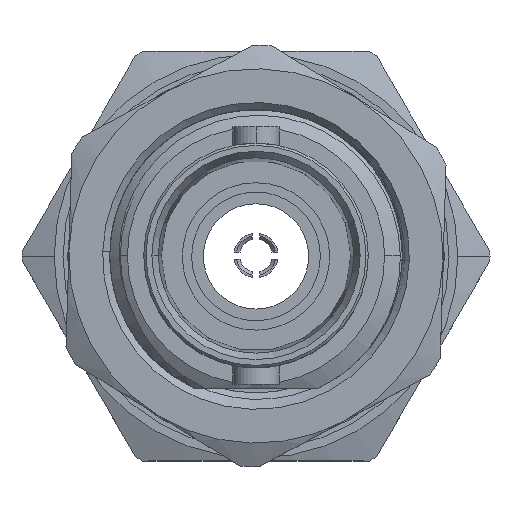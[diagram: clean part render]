
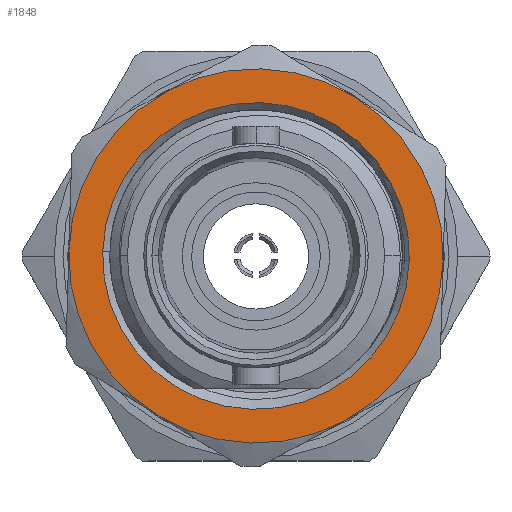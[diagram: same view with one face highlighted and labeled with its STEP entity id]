
A CAD part, top view. The second image highlights one B-rep face of the part: STEP entity #1848.
In plain terms, the highlighted planar face has unit normal (0, 0, 1).
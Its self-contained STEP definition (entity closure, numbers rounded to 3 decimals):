
#157 = DIRECTION ( 'NONE',  ( 0., 0., 1. ) ) ;
#347 = CARTESIAN_POINT ( 'NONE',  ( 0., 0., 22.018 ) ) ;
#570 = ORIENTED_EDGE ( 'NONE', *, *, #618, .T. ) ;
#618 = EDGE_CURVE ( 'NONE', #13239, #13457, #2364, .T. ) ;
#670 = CARTESIAN_POINT ( 'NONE',  ( -7.996, 0.24, 22.018 ) ) ;
#846 = CIRCLE ( 'NONE', #7380, 8. ) ;
#967 = DIRECTION ( 'NONE',  ( 1., -0.03, 0. ) ) ;
#1114 = PLANE ( 'NONE',  #1449 ) ;
#1256 = DIRECTION ( 'NONE',  ( 0., 0., 1. ) ) ;
#1318 = ORIENTED_EDGE ( 'NONE', *, *, #9386, .T. ) ;
#1433 = DIRECTION ( 'NONE',  ( 1., -0.03, 0. ) ) ;
#1449 = AXIS2_PLACEMENT_3D ( 'NONE', #6654, #5570, #10028 ) ;
#1561 = CIRCLE ( 'NONE', #5290, 8. ) ;
#1695 = EDGE_CURVE ( 'NONE', #13983, #3218, #11023, .T. ) ;
#1848 = ADVANCED_FACE ( 'NONE', ( #7745, #9001 ), #1114, .T. ) ;
#1985 = VERTEX_POINT ( 'NONE', #6560 ) ;
#2364 = CIRCLE ( 'NONE', #4936, 8. ) ;
#2372 = ORIENTED_EDGE ( 'NONE', *, *, #9635, .T. ) ;
#2438 = VERTEX_POINT ( 'NONE', #4069 ) ;
#2674 = DIRECTION ( 'NONE',  ( 0., 0., 1. ) ) ;
#2757 = DIRECTION ( 'NONE',  ( 0., 0., 1. ) ) ;
#2973 = VERTEX_POINT ( 'NONE', #7197 ) ;
#3218 = VERTEX_POINT ( 'NONE', #5588 ) ;
#3362 = DIRECTION ( 'NONE',  ( 1., -0.03, 0. ) ) ;
#3847 = AXIS2_PLACEMENT_3D ( 'NONE', #6580, #13406, #10980 ) ;
#3974 = ORIENTED_EDGE ( 'NONE', *, *, #14031, .T. ) ;
#4069 = CARTESIAN_POINT ( 'NONE',  ( -3.79, 7.045, 22.018 ) ) ;
#4225 = DIRECTION ( 'NONE',  ( 0., 0., 1. ) ) ;
#4455 = CARTESIAN_POINT ( 'NONE',  ( 0., 0., 22.018 ) ) ;
#4804 = AXIS2_PLACEMENT_3D ( 'NONE', #347, #2757, #1433 ) ;
#4936 = AXIS2_PLACEMENT_3D ( 'NONE', #7633, #12123, #6539 ) ;
#5071 = AXIS2_PLACEMENT_3D ( 'NONE', #5331, #4225, #10820 ) ;
#5290 = AXIS2_PLACEMENT_3D ( 'NONE', #4455, #157, #3362 ) ;
#5331 = CARTESIAN_POINT ( 'NONE',  ( 0., 0., 22.018 ) ) ;
#5570 = DIRECTION ( 'NONE',  ( 0., 0., 1. ) ) ;
#5588 = CARTESIAN_POINT ( 'NONE',  ( -4.206, -6.805, 22.018 ) ) ;
#5739 = DIRECTION ( 'NONE',  ( 1., -0.03, 0. ) ) ;
#6158 = CARTESIAN_POINT ( 'NONE',  ( 4.206, 6.805, 22.018 ) ) ;
#6539 = DIRECTION ( 'NONE',  ( 1., -0.03, 0. ) ) ;
#6560 = CARTESIAN_POINT ( 'NONE',  ( 6.552, -0.197, 22.018 ) ) ;
#6580 = CARTESIAN_POINT ( 'NONE',  ( 0., 0., 22.018 ) ) ;
#6608 = DIRECTION ( 'NONE',  ( 0., 0., -1. ) ) ;
#6654 = CARTESIAN_POINT ( 'NONE',  ( 0., 0., 22.018 ) ) ;
#7134 = EDGE_CURVE ( 'NONE', #1985, #2973, #9224, .T. ) ;
#7197 = CARTESIAN_POINT ( 'NONE',  ( -6.552, 0.197, 22.018 ) ) ;
#7380 = AXIS2_PLACEMENT_3D ( 'NONE', #11276, #1256, #13561 ) ;
#7633 = CARTESIAN_POINT ( 'NONE',  ( 0., 0., 22.018 ) ) ;
#7745 = FACE_BOUND ( 'NONE', #9460, .T. ) ;
#8079 = AXIS2_PLACEMENT_3D ( 'NONE', #11163, #6608, #5739 ) ;
#8803 = CIRCLE ( 'NONE', #5071, 8. ) ;
#8914 = EDGE_CURVE ( 'NONE', #11601, #13239, #12771, .T. ) ;
#9001 = FACE_OUTER_BOUND ( 'NONE', #11780, .T. ) ;
#9012 = ORIENTED_EDGE ( 'NONE', *, *, #1695, .T. ) ;
#9224 = CIRCLE ( 'NONE', #3847, 6.555 ) ;
#9386 = EDGE_CURVE ( 'NONE', #13457, #2438, #846, .T. ) ;
#9460 = EDGE_LOOP ( 'NONE', ( #11815, #2372 ) ) ;
#9635 = EDGE_CURVE ( 'NONE', #2973, #1985, #13949, .T. ) ;
#10028 = DIRECTION ( 'NONE',  ( 1., -0.03, 0. ) ) ;
#10217 = EDGE_CURVE ( 'NONE', #3218, #11601, #1561, .T. ) ;
#10820 = DIRECTION ( 'NONE',  ( 1., -0.03, 0. ) ) ;
#10980 = DIRECTION ( 'NONE',  ( 1., -0.03, 0. ) ) ;
#10985 = CARTESIAN_POINT ( 'NONE',  ( 0., 0., 22.018 ) ) ;
#11023 = CIRCLE ( 'NONE', #11973, 8. ) ;
#11163 = CARTESIAN_POINT ( 'NONE',  ( 0., 0., 22.018 ) ) ;
#11276 = CARTESIAN_POINT ( 'NONE',  ( 0., 0., 22.018 ) ) ;
#11601 = VERTEX_POINT ( 'NONE', #12637 ) ;
#11707 = ORIENTED_EDGE ( 'NONE', *, *, #8914, .T. ) ;
#11780 = EDGE_LOOP ( 'NONE', ( #11707, #570, #1318, #3974, #9012, #13868 ) ) ;
#11815 = ORIENTED_EDGE ( 'NONE', *, *, #7134, .T. ) ;
#11973 = AXIS2_PLACEMENT_3D ( 'NONE', #10985, #2674, #967 ) ;
#12056 = CARTESIAN_POINT ( 'NONE',  ( 7.996, -0.24, 22.018 ) ) ;
#12123 = DIRECTION ( 'NONE',  ( 0., 0., 1. ) ) ;
#12637 = CARTESIAN_POINT ( 'NONE',  ( 3.79, -7.045, 22.018 ) ) ;
#12771 = CIRCLE ( 'NONE', #4804, 8. ) ;
#13239 = VERTEX_POINT ( 'NONE', #12056 ) ;
#13406 = DIRECTION ( 'NONE',  ( 0., 0., -1. ) ) ;
#13457 = VERTEX_POINT ( 'NONE', #6158 ) ;
#13561 = DIRECTION ( 'NONE',  ( 1., -0.03, 0. ) ) ;
#13868 = ORIENTED_EDGE ( 'NONE', *, *, #10217, .T. ) ;
#13949 = CIRCLE ( 'NONE', #8079, 6.555 ) ;
#13983 = VERTEX_POINT ( 'NONE', #670 ) ;
#14031 = EDGE_CURVE ( 'NONE', #2438, #13983, #8803, .T. ) ;
